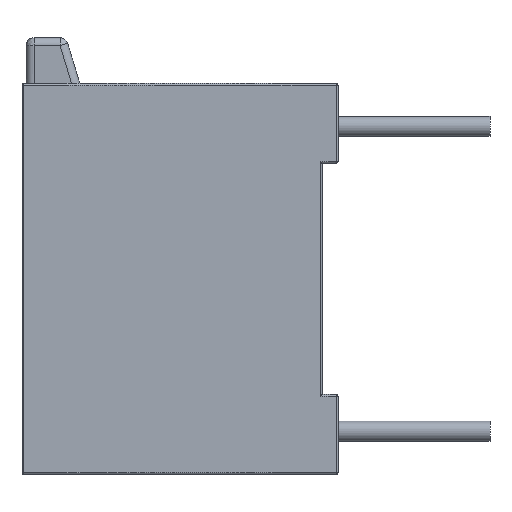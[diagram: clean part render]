
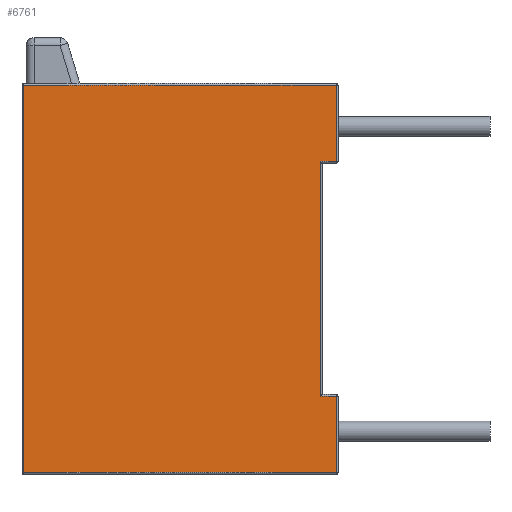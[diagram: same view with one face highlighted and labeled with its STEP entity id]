
A CAD part, left-side view. The second image highlights one B-rep face of the part: STEP entity #6761.
In plain terms, the highlighted planar face has unit normal (-1, 0, 0).
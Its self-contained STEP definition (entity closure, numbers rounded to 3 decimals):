
#240 = CARTESIAN_POINT ( 'NONE',  ( -6.17, 7.9, 4.89 ) ) ;
#333 = CARTESIAN_POINT ( 'NONE',  ( -6.17, 7.9, 4.84 ) ) ;
#400 = VERTEX_POINT ( 'NONE', #978 ) ;
#480 = ORIENTED_EDGE ( 'NONE', *, *, #1814, .F. ) ;
#849 = VECTOR ( 'NONE', #9397, 1000. ) ;
#978 = CARTESIAN_POINT ( 'NONE',  ( -6.17, 7.85, 4.84 ) ) ;
#1118 = PLANE ( 'NONE',  #3553 ) ;
#1205 = LINE ( 'NONE', #7290, #11164 ) ;
#1217 = CARTESIAN_POINT ( 'NONE',  ( -6.17, 0.05, -2.94 ) ) ;
#1218 = CARTESIAN_POINT ( 'NONE',  ( -6.17, 0.05, 4.84 ) ) ;
#1247 = EDGE_LOOP ( 'NONE', ( #11039, #9159, #4151, #480, #2092, #10669, #3132, #10513 ) ) ;
#1460 = VERTEX_POINT ( 'NONE', #10515 ) ;
#1814 = EDGE_CURVE ( 'NONE', #400, #5651, #8140, .T. ) ;
#2081 = EDGE_CURVE ( 'NONE', #4978, #2831, #10420, .T. ) ;
#2092 = ORIENTED_EDGE ( 'NONE', *, *, #5319, .F. ) ;
#2193 = DIRECTION ( 'NONE',  ( 0., 1., 0. ) ) ;
#2304 = CARTESIAN_POINT ( 'NONE',  ( -6.17, 0.45, -2.94 ) ) ;
#2634 = DIRECTION ( 'NONE',  ( 0., 0., 1. ) ) ;
#2742 = CARTESIAN_POINT ( 'NONE',  ( -6.17, 7.85, 4.89 ) ) ;
#2831 = VERTEX_POINT ( 'NONE', #5970 ) ;
#2899 = DIRECTION ( 'NONE',  ( 0., 0., -1. ) ) ;
#3132 = ORIENTED_EDGE ( 'NONE', *, *, #2081, .F. ) ;
#3411 = LINE ( 'NONE', #4164, #10614 ) ;
#3553 = AXIS2_PLACEMENT_3D ( 'NONE', #240, #8057, #10635 ) ;
#3735 = VECTOR ( 'NONE', #6105, 1000. ) ;
#4042 = EDGE_CURVE ( 'NONE', #2831, #11206, #3411, .T. ) ;
#4151 = ORIENTED_EDGE ( 'NONE', *, *, #8981, .F. ) ;
#4164 = CARTESIAN_POINT ( 'NONE',  ( -6.17, 7.9, -4.84 ) ) ;
#4335 = VERTEX_POINT ( 'NONE', #9677 ) ;
#4594 = FACE_OUTER_BOUND ( 'NONE', #1247, .T. ) ;
#4669 = DIRECTION ( 'NONE',  ( 0., -1., 0. ) ) ;
#4978 = VERTEX_POINT ( 'NONE', #1217 ) ;
#5160 = EDGE_CURVE ( 'NONE', #4335, #1460, #5660, .T. ) ;
#5268 = CARTESIAN_POINT ( 'NONE',  ( -6.17, 0.05, 4.89 ) ) ;
#5319 = EDGE_CURVE ( 'NONE', #11206, #400, #8059, .T. ) ;
#5381 = VECTOR ( 'NONE', #4669, 1000. ) ;
#5444 = CARTESIAN_POINT ( 'NONE',  ( -6.17, 7.85, -4.84 ) ) ;
#5651 = VERTEX_POINT ( 'NONE', #1218 ) ;
#5660 = LINE ( 'NONE', #8246, #8483 ) ;
#5959 = CARTESIAN_POINT ( 'NONE',  ( -6.17, 0.4, -2.94 ) ) ;
#5970 = CARTESIAN_POINT ( 'NONE',  ( -6.17, 0.05, -4.84 ) ) ;
#6105 = DIRECTION ( 'NONE',  ( 0., 0., -1. ) ) ;
#6761 = ADVANCED_FACE ( 'NONE', ( #4594 ), #1118, .F. ) ;
#7290 = CARTESIAN_POINT ( 'NONE',  ( -6.17, 0.45, 0. ) ) ;
#7297 = CARTESIAN_POINT ( 'NONE',  ( -6.17, 0.05, 4.89 ) ) ;
#7948 = VECTOR ( 'NONE', #2634, 1000. ) ;
#8057 = DIRECTION ( 'NONE',  ( 1., 0., 0. ) ) ;
#8059 = LINE ( 'NONE', #2742, #7948 ) ;
#8140 = LINE ( 'NONE', #333, #5381 ) ;
#8246 = CARTESIAN_POINT ( 'NONE',  ( -6.17, 7.9, 2.94 ) ) ;
#8269 = LINE ( 'NONE', #7297, #10317 ) ;
#8483 = VECTOR ( 'NONE', #2193, 1000. ) ;
#8548 = LINE ( 'NONE', #5959, #849 ) ;
#8562 = DIRECTION ( 'NONE',  ( 0., 1., 0. ) ) ;
#8981 = EDGE_CURVE ( 'NONE', #5651, #4335, #8269, .T. ) ;
#9074 = DIRECTION ( 'NONE',  ( 0., 0., -1. ) ) ;
#9159 = ORIENTED_EDGE ( 'NONE', *, *, #5160, .F. ) ;
#9397 = DIRECTION ( 'NONE',  ( 0., -1., 0. ) ) ;
#9677 = CARTESIAN_POINT ( 'NONE',  ( -6.17, 0.05, 2.94 ) ) ;
#9878 = EDGE_CURVE ( 'NONE', #1460, #10575, #1205, .T. ) ;
#9966 = EDGE_CURVE ( 'NONE', #10575, #4978, #8548, .T. ) ;
#10317 = VECTOR ( 'NONE', #2899, 1000. ) ;
#10420 = LINE ( 'NONE', #5268, #3735 ) ;
#10513 = ORIENTED_EDGE ( 'NONE', *, *, #9966, .F. ) ;
#10515 = CARTESIAN_POINT ( 'NONE',  ( -6.17, 0.45, 2.94 ) ) ;
#10575 = VERTEX_POINT ( 'NONE', #2304 ) ;
#10614 = VECTOR ( 'NONE', #8562, 1000. ) ;
#10635 = DIRECTION ( 'NONE',  ( 0., 0., -1. ) ) ;
#10669 = ORIENTED_EDGE ( 'NONE', *, *, #4042, .F. ) ;
#11039 = ORIENTED_EDGE ( 'NONE', *, *, #9878, .F. ) ;
#11164 = VECTOR ( 'NONE', #9074, 1000. ) ;
#11206 = VERTEX_POINT ( 'NONE', #5444 ) ;
